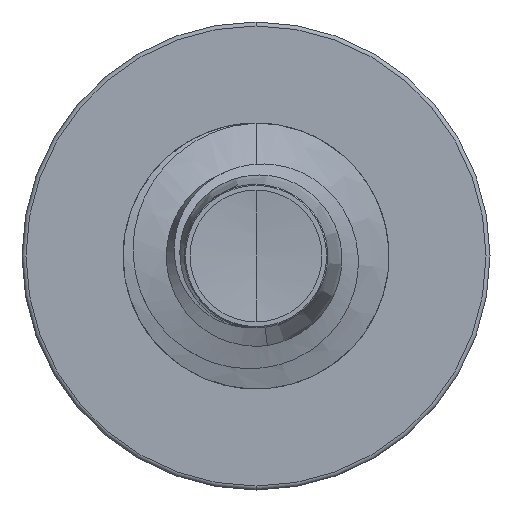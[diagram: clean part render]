
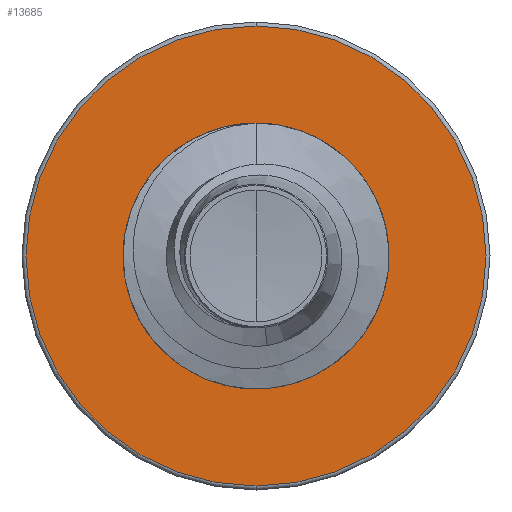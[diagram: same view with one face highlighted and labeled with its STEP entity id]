
A CAD part, front view. The second image highlights one B-rep face of the part: STEP entity #13685.
In plain terms, the highlighted planar face has unit normal (0, -1, 0).
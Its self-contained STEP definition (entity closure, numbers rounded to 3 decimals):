
#286 = DIRECTION ( 'NONE',  ( 0., 0., 1. ) ) ;
#322 = DIRECTION ( 'NONE',  ( 0., 1., 0. ) ) ;
#352 = CARTESIAN_POINT ( 'NONE',  ( 0., 12.5, 0. ) ) ;
#640 = CARTESIAN_POINT ( 'NONE',  ( 0., 12.5, -4.325 ) ) ;
#2232 = ORIENTED_EDGE ( 'NONE', *, *, #15969, .F. ) ;
#2856 = DIRECTION ( 'NONE',  ( 0., 0., 1. ) ) ;
#3332 = AXIS2_PLACEMENT_3D ( 'NONE', #352, #322, #286 ) ;
#3582 = CARTESIAN_POINT ( 'NONE',  ( 0., 12.5, 4.325 ) ) ;
#3915 = CIRCLE ( 'NONE', #8280, 2.415 ) ;
#4110 = DIRECTION ( 'NONE',  ( 0., 0., 1. ) ) ;
#4145 = PLANE ( 'NONE',  #11585 ) ;
#4208 = DIRECTION ( 'NONE',  ( 0., 1., 0. ) ) ;
#4296 = CARTESIAN_POINT ( 'NONE',  ( 0., 12.5, -2.415 ) ) ;
#4306 = CARTESIAN_POINT ( 'NONE',  ( 0., 12.5, 2.415 ) ) ;
#4805 = VERTEX_POINT ( 'NONE', #9554 ) ;
#5756 = DIRECTION ( 'NONE',  ( 0., 0., 1. ) ) ;
#5759 = DIRECTION ( 'NONE',  ( 0., 1., 0. ) ) ;
#5790 = CARTESIAN_POINT ( 'NONE',  ( 0., 12.5, 0. ) ) ;
#6415 = DIRECTION ( 'NONE',  ( 0., 0., 1. ) ) ;
#6447 = DIRECTION ( 'NONE',  ( 0., 1., 0. ) ) ;
#6475 = CARTESIAN_POINT ( 'NONE',  ( 0., 12.5, 0. ) ) ;
#7552 = AXIS2_PLACEMENT_3D ( 'NONE', #5790, #5759, #5756 ) ;
#7686 = FACE_BOUND ( 'NONE', #14691, .T. ) ;
#8244 = FACE_OUTER_BOUND ( 'NONE', #12199, .T. ) ;
#8280 = AXIS2_PLACEMENT_3D ( 'NONE', #8571, #8971, #2856 ) ;
#8514 = AXIS2_PLACEMENT_3D ( 'NONE', #6475, #6447, #6415 ) ;
#8571 = CARTESIAN_POINT ( 'NONE',  ( 0., 12.5, 0. ) ) ;
#8971 = DIRECTION ( 'NONE',  ( 0., 1., 0. ) ) ;
#9554 = CARTESIAN_POINT ( 'NONE',  ( 0., 12.5, -2.415 ) ) ;
#9571 = ORIENTED_EDGE ( 'NONE', *, *, #14748, .F. ) ;
#10501 = VERTEX_POINT ( 'NONE', #4306 ) ;
#10972 = ORIENTED_EDGE ( 'NONE', *, *, #14496, .T. ) ;
#11585 = AXIS2_PLACEMENT_3D ( 'NONE', #4296, #4208, #4110 ) ;
#11902 = VERTEX_POINT ( 'NONE', #640 ) ;
#12030 = CIRCLE ( 'NONE', #3332, 4.325 ) ;
#12199 = EDGE_LOOP ( 'NONE', ( #9571, #2232 ) ) ;
#13685 = ADVANCED_FACE ( 'NONE', ( #8244, #7686 ), #4145, .F. ) ;
#13943 = VERTEX_POINT ( 'NONE', #3582 ) ;
#14496 = EDGE_CURVE ( 'NONE', #10501, #4805, #3915, .T. ) ;
#14691 = EDGE_LOOP ( 'NONE', ( #10972, #16086 ) ) ;
#14748 = EDGE_CURVE ( 'NONE', #13943, #11902, #14905, .T. ) ;
#14905 = CIRCLE ( 'NONE', #8514, 4.325 ) ;
#15015 = EDGE_CURVE ( 'NONE', #4805, #10501, #18319, .T. ) ;
#15969 = EDGE_CURVE ( 'NONE', #11902, #13943, #12030, .T. ) ;
#16086 = ORIENTED_EDGE ( 'NONE', *, *, #15015, .T. ) ;
#18319 = CIRCLE ( 'NONE', #7552, 2.415 ) ;
